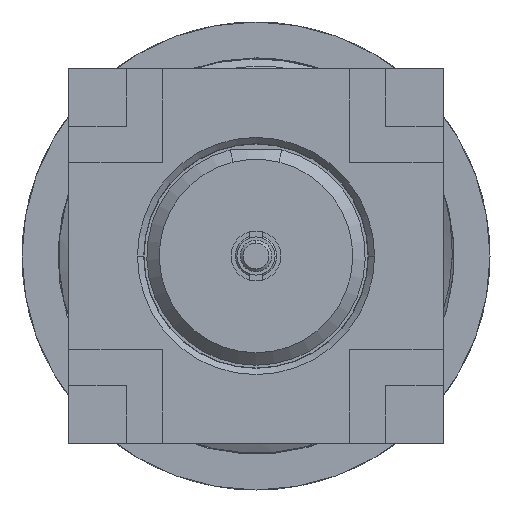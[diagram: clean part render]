
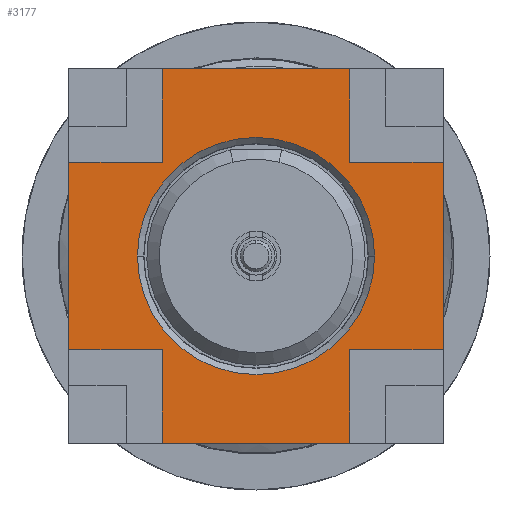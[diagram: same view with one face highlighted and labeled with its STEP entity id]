
A CAD part, left-side view. The second image highlights one B-rep face of the part: STEP entity #3177.
In plain terms, the highlighted planar face has unit normal (-1, 0, 0).
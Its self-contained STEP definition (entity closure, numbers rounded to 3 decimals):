
#345=DIRECTION('',(0.,1.,0.));
#346=VECTOR('',#345,3.);
#347=CARTESIAN_POINT('',(4.21,-1.5,3.));
#348=LINE('',#347,#346);
#377=DIRECTION('',(0.,0.,1.));
#378=VECTOR('',#377,3.);
#379=CARTESIAN_POINT('',(4.21,-3.,-1.5));
#380=LINE('',#379,#378);
#413=DIRECTION('',(0.,-1.,0.));
#414=VECTOR('',#413,3.);
#415=CARTESIAN_POINT('',(4.21,1.5,-3.));
#416=LINE('',#415,#414);
#525=DIRECTION('',(0.,0.,-1.));
#526=VECTOR('',#525,3.);
#527=CARTESIAN_POINT('',(4.21,3.,1.5));
#528=LINE('',#527,#526);
#633=DIRECTION('',(0.,-1.,0.));
#634=VECTOR('',#633,1.5);
#635=CARTESIAN_POINT('',(4.21,3.,-1.5));
#636=LINE('',#635,#634);
#637=DIRECTION('',(0.,1.,0.));
#638=VECTOR('',#637,1.5);
#639=CARTESIAN_POINT('',(4.21,1.5,1.5));
#640=LINE('',#639,#638);
#641=DIRECTION('',(0.,0.,-1.));
#642=VECTOR('',#641,1.5);
#643=CARTESIAN_POINT('',(4.21,1.5,3.));
#644=LINE('',#643,#642);
#645=DIRECTION('',(0.,0.,1.));
#646=VECTOR('',#645,1.5);
#647=CARTESIAN_POINT('',(4.21,-1.5,1.5));
#648=LINE('',#647,#646);
#649=DIRECTION('',(0.,1.,0.));
#650=VECTOR('',#649,1.5);
#651=CARTESIAN_POINT('',(4.21,-3.,1.5));
#652=LINE('',#651,#650);
#653=DIRECTION('',(0.,-1.,0.));
#654=VECTOR('',#653,1.5);
#655=CARTESIAN_POINT('',(4.21,-1.5,-1.5));
#656=LINE('',#655,#654);
#657=DIRECTION('',(0.,0.,1.));
#658=VECTOR('',#657,1.5);
#659=CARTESIAN_POINT('',(4.21,-1.5,-3.));
#660=LINE('',#659,#658);
#661=DIRECTION('',(0.,0.,-1.));
#662=VECTOR('',#661,1.5);
#663=CARTESIAN_POINT('',(4.21,1.5,-1.5));
#664=LINE('',#663,#662);
#665=CARTESIAN_POINT('',(4.21,0.,0.));
#666=DIRECTION('',(-1.,0.,0.));
#667=DIRECTION('',(0.,-1.,0.));
#668=AXIS2_PLACEMENT_3D('',#665,#666,#667);
#670=CARTESIAN_POINT('',(4.21,0.,0.));
#671=DIRECTION('',(-1.,0.,0.));
#672=DIRECTION('',(0.,1.,0.));
#673=AXIS2_PLACEMENT_3D('',#670,#671,#672);
#2228=CARTESIAN_POINT('',(4.21,-1.9,0.));
#2229=CARTESIAN_POINT('',(4.21,1.9,0.));
#2230=VERTEX_POINT('',#2228);
#2231=VERTEX_POINT('',#2229);
#2260=CARTESIAN_POINT('',(4.21,3.,-1.5));
#2261=CARTESIAN_POINT('',(4.21,1.5,-1.5));
#2262=VERTEX_POINT('',#2260);
#2263=VERTEX_POINT('',#2261);
#2264=CARTESIAN_POINT('',(4.21,1.5,-3.));
#2265=VERTEX_POINT('',#2264);
#2266=CARTESIAN_POINT('',(4.21,1.5,3.));
#2267=CARTESIAN_POINT('',(4.21,1.5,1.5));
#2268=VERTEX_POINT('',#2266);
#2269=VERTEX_POINT('',#2267);
#2270=CARTESIAN_POINT('',(4.21,3.,1.5));
#2271=VERTEX_POINT('',#2270);
#2272=CARTESIAN_POINT('',(4.21,-1.5,1.5));
#2273=CARTESIAN_POINT('',(4.21,-1.5,3.));
#2274=VERTEX_POINT('',#2272);
#2275=VERTEX_POINT('',#2273);
#2276=CARTESIAN_POINT('',(4.21,-3.,1.5));
#2277=VERTEX_POINT('',#2276);
#2278=CARTESIAN_POINT('',(4.21,-1.5,-3.));
#2279=CARTESIAN_POINT('',(4.21,-1.5,-1.5));
#2280=VERTEX_POINT('',#2278);
#2281=VERTEX_POINT('',#2279);
#2282=CARTESIAN_POINT('',(4.21,-3.,-1.5));
#2283=VERTEX_POINT('',#2282);
#3147=CARTESIAN_POINT('',(4.21,0.,0.));
#3148=DIRECTION('',(-1.,0.,0.));
#3149=DIRECTION('',(0.,0.,1.));
#3150=AXIS2_PLACEMENT_3D('',#3147,#3148,#3149);
#3151=PLANE('',#3150);
#3152=ORIENTED_EDGE('',*,*,#2931,.F.);
#3153=ORIENTED_EDGE('',*,*,#2951,.F.);
#3154=ORIENTED_EDGE('',*,*,#3128,.F.);
#3155=ORIENTED_EDGE('',*,*,#3141,.F.);
#3156=ORIENTED_EDGE('',*,*,#2766,.F.);
#3158=ORIENTED_EDGE('',*,*,#3157,.F.);
#3160=ORIENTED_EDGE('',*,*,#3159,.F.);
#3161=ORIENTED_EDGE('',*,*,#2800,.F.);
#3163=ORIENTED_EDGE('',*,*,#3162,.F.);
#3165=ORIENTED_EDGE('',*,*,#3164,.F.);
#3166=ORIENTED_EDGE('',*,*,#2842,.F.);
#3168=ORIENTED_EDGE('',*,*,#3167,.F.);
#3169=EDGE_LOOP('',(#3152,#3153,#3154,#3155,#3156,#3158,#3160,#3161,#3163,#3165,
#3166,#3168));
#3170=FACE_OUTER_BOUND('',#3169,.F.);
#3172=ORIENTED_EDGE('',*,*,#3171,.T.);
#3174=ORIENTED_EDGE('',*,*,#3173,.T.);
#3175=EDGE_LOOP('',(#3172,#3174));
#3176=FACE_BOUND('',#3175,.F.);
#669=CIRCLE('',#668,1.9);
#674=CIRCLE('',#673,1.9);
#2766=EDGE_CURVE('',#2275,#2268,#348,.T.);
#2800=EDGE_CURVE('',#2283,#2277,#380,.T.);
#2842=EDGE_CURVE('',#2265,#2280,#416,.T.);
#2931=EDGE_CURVE('',#2262,#2263,#636,.T.);
#2951=EDGE_CURVE('',#2271,#2262,#528,.T.);
#3128=EDGE_CURVE('',#2269,#2271,#640,.T.);
#3141=EDGE_CURVE('',#2268,#2269,#644,.T.);
#3157=EDGE_CURVE('',#2274,#2275,#648,.T.);
#3159=EDGE_CURVE('',#2277,#2274,#652,.T.);
#3162=EDGE_CURVE('',#2281,#2283,#656,.T.);
#3164=EDGE_CURVE('',#2280,#2281,#660,.T.);
#3167=EDGE_CURVE('',#2263,#2265,#664,.T.);
#3171=EDGE_CURVE('',#2230,#2231,#669,.T.);
#3173=EDGE_CURVE('',#2231,#2230,#674,.T.);
#3177=ADVANCED_FACE('',(#3170,#3176),#3151,.T.);
